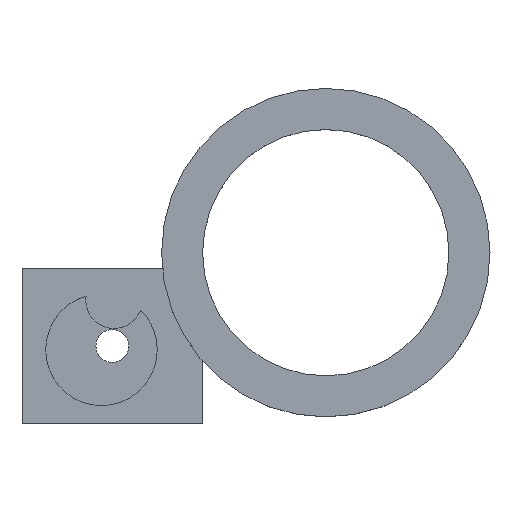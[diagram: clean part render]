
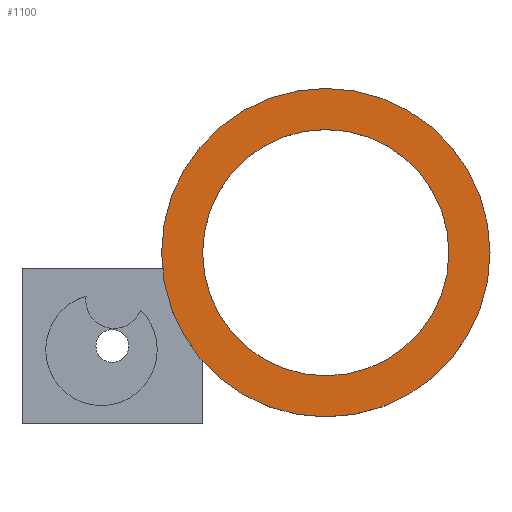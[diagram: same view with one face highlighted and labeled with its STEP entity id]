
A CAD part, top view. The second image highlights one B-rep face of the part: STEP entity #1100.
In plain terms, the highlighted planar face has unit normal (0, 0, 1).
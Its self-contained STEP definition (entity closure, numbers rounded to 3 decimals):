
#7 = VERTEX_POINT ( 'NONE', #820 ) ;
#39 = CARTESIAN_POINT ( 'NONE',  ( 52., 23.247, 10. ) ) ;
#56 = DIRECTION ( 'NONE',  ( 1., 0., 0. ) ) ;
#77 = DIRECTION ( 'NONE',  ( 0., 0., 1. ) ) ;
#85 = EDGE_LOOP ( 'NONE', ( #579, #1304 ) ) ;
#96 = EDGE_CURVE ( 'NONE', #1167, #868, #1244, .T. ) ;
#213 = AXIS2_PLACEMENT_3D ( 'NONE', #39, #1177, #56 ) ;
#286 = ORIENTED_EDGE ( 'NONE', *, *, #1387, .T. ) ;
#432 = CARTESIAN_POINT ( 'NONE',  ( 52., 23.247, 10. ) ) ;
#500 = DIRECTION ( 'NONE',  ( 0., 0., 1. ) ) ;
#517 = EDGE_CURVE ( 'NONE', #868, #1167, #821, .T. ) ;
#579 = ORIENTED_EDGE ( 'NONE', *, *, #517, .F. ) ;
#583 = AXIS2_PLACEMENT_3D ( 'NONE', #1098, #77, #1347 ) ;
#587 = FACE_BOUND ( 'NONE', #85, .T. ) ;
#629 = FACE_OUTER_BOUND ( 'NONE', #993, .T. ) ;
#681 = PLANE ( 'NONE',  #978 ) ;
#684 = DIRECTION ( 'NONE',  ( 0., 0., 1. ) ) ;
#732 = AXIS2_PLACEMENT_3D ( 'NONE', #1475, #500, #1234 ) ;
#745 = CIRCLE ( 'NONE', #213, 40. ) ;
#820 = CARTESIAN_POINT ( 'NONE',  ( 12., 23.247, 10. ) ) ;
#821 = CIRCLE ( 'NONE', #1015, 30. ) ;
#826 = ORIENTED_EDGE ( 'NONE', *, *, #1065, .T. ) ;
#868 = VERTEX_POINT ( 'NONE', #1506 ) ;
#950 = CARTESIAN_POINT ( 'NONE',  ( 82., 23.247, 10. ) ) ;
#965 = CARTESIAN_POINT ( 'NONE',  ( 92., 23.247, 10. ) ) ;
#978 = AXIS2_PLACEMENT_3D ( 'NONE', #432, #684, #1189 ) ;
#993 = EDGE_LOOP ( 'NONE', ( #826, #286 ) ) ;
#1000 = CIRCLE ( 'NONE', #732, 40. ) ;
#1015 = AXIS2_PLACEMENT_3D ( 'NONE', #1425, #1414, #1406 ) ;
#1065 = EDGE_CURVE ( 'NONE', #7, #1247, #745, .T. ) ;
#1098 = CARTESIAN_POINT ( 'NONE',  ( 52., 23.247, 10. ) ) ;
#1100 = ADVANCED_FACE ( 'NONE', ( #629, #587 ), #681, .T. ) ;
#1167 = VERTEX_POINT ( 'NONE', #950 ) ;
#1177 = DIRECTION ( 'NONE',  ( 0., 0., 1. ) ) ;
#1189 = DIRECTION ( 'NONE',  ( 1., 0., 0. ) ) ;
#1234 = DIRECTION ( 'NONE',  ( 1., 0., 0. ) ) ;
#1244 = CIRCLE ( 'NONE', #583, 30. ) ;
#1247 = VERTEX_POINT ( 'NONE', #965 ) ;
#1304 = ORIENTED_EDGE ( 'NONE', *, *, #96, .F. ) ;
#1347 = DIRECTION ( 'NONE',  ( 1., 0., 0. ) ) ;
#1387 = EDGE_CURVE ( 'NONE', #1247, #7, #1000, .T. ) ;
#1406 = DIRECTION ( 'NONE',  ( 1., 0., 0. ) ) ;
#1414 = DIRECTION ( 'NONE',  ( 0., 0., 1. ) ) ;
#1425 = CARTESIAN_POINT ( 'NONE',  ( 52., 23.247, 10. ) ) ;
#1475 = CARTESIAN_POINT ( 'NONE',  ( 52., 23.247, 10. ) ) ;
#1506 = CARTESIAN_POINT ( 'NONE',  ( 22., 23.247, 10. ) ) ;
